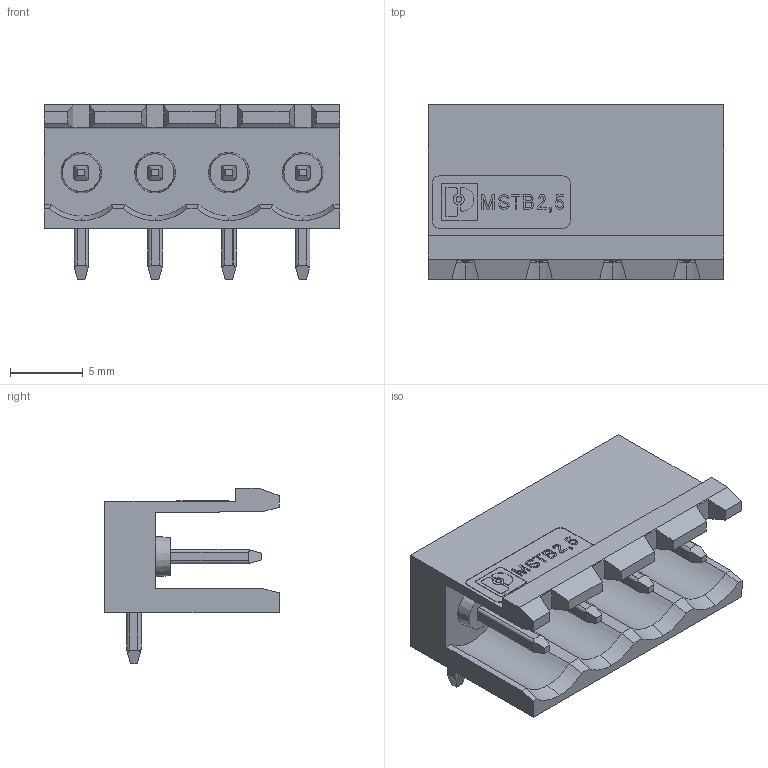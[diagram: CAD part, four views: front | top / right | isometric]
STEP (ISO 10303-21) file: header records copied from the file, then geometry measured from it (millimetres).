
FILE_DESCRIPTION(('STEP AP214'),'1');
FILE_NAME('cctmp_C335DDE0-9CB2-4158-A9FE-CA11F6339FB0_2023_02_03_14_48_49_0253_5224..stp','2023-02-03T14:48:49',('PHOENIX CONTACT Deutschland GmbH'),('CADClick - www.CADClick.com'),'Spatial InterOp 3D',' ','unknown authorization');
FILE_SCHEMA(('AUTOMOTIVE_DESIGN'));
Length unit declared in the file: millimetre
Products named in the file (6): 2023_02_03_14_48_49_0003; 2023_02_03_14_48_49_0253; 2023_02_03_14_48_49_0238; 2023_02_03_14_48_49_0222; 2023_02_03_14_48_49_0206; 2023_02_03_14_48_49_0175
Assembly tree (5 placements, depth 2):
  2023_02_03_14_48_49_0003
    2023_02_03_14_48_49_0253
    2023_02_03_14_48_49_0238
    2023_02_03_14_48_49_0222
    2023_02_03_14_48_49_0206
    2023_02_03_14_48_49_0175
Bounding box: 20.32 x 12 x 12.07 mm (x, y, z)
Volume: 909.9 mm3; surface area: 1645.1 mm2
Topology: 5 solids, 5 shells, 607 faces, 1697 edges, 1118 vertices
Faces by surface type: plane 441, cylinder 126, bspline 16, cone 16, sphere 8
Entity records: 37818 total; most frequent: CARTESIAN_POINT 14180, ORIENTED_EDGE 3394, DIRECTION 3119, EDGE_CURVE 1697, LINE 1341, VECTOR 1341, STYLED_ITEM 1188, PRESENTATION_STYLE_ASSIGNMENT 1188
